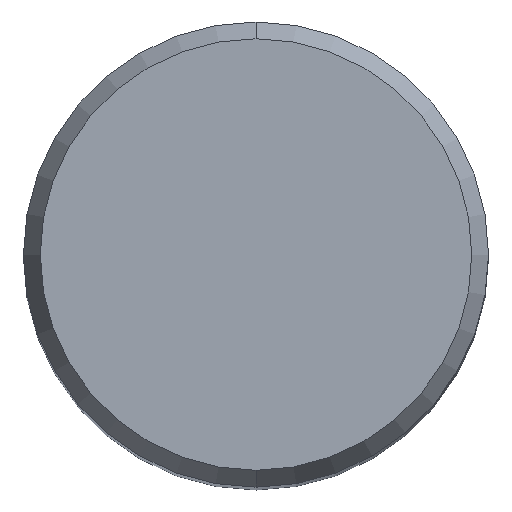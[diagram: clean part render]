
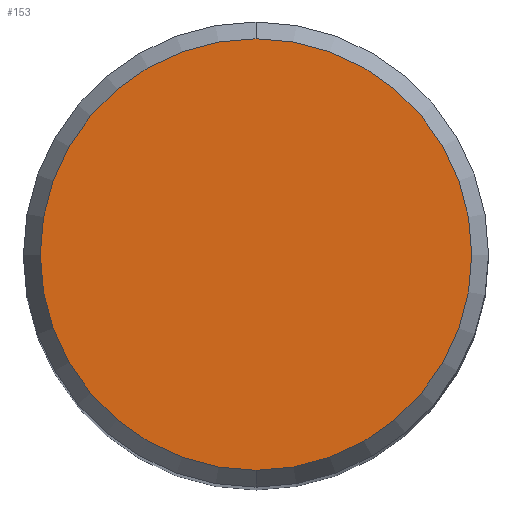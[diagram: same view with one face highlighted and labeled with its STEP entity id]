
A CAD part, top view. The second image highlights one B-rep face of the part: STEP entity #153.
In plain terms, the highlighted planar face has unit normal (0, 0, 1).
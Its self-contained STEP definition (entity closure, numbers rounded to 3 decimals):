
#89=EDGE_CURVE('',#121,#183,#217,.T.);
#117=EDGE_CURVE('',#183,#121,#249,.T.);
#121=VERTEX_POINT('',#253);
#153=ADVANCED_FACE('',(#290),#291,.T.);
#183=VERTEX_POINT('',#324);
#217=CIRCLE('',#351,5.892);
#249=CIRCLE('',#390,5.892);
#253=CARTESIAN_POINT('',(0.0,5.892,0.01));
#290=FACE_OUTER_BOUND('',#442,.T.);
#291=PLANE('',#443);
#324=CARTESIAN_POINT('',(0.,-5.892,0.01));
#351=AXIS2_PLACEMENT_3D('',#507,#508,#509);
#390=AXIS2_PLACEMENT_3D('',#555,#556,#557);
#442=EDGE_LOOP('',(#619,#620));
#443=AXIS2_PLACEMENT_3D('',#621,#622,#623);
#507=CARTESIAN_POINT('',(0.0,0.0,0.01));
#508=DIRECTION('',(0.0,0.0,-1.0));
#509=DIRECTION('',(0.0,1.0,0.0));
#555=CARTESIAN_POINT('',(0.0,0.0,0.01));
#556=DIRECTION('',(0.0,0.0,-1.0));
#557=DIRECTION('',(0.0,1.0,0.0));
#619=ORIENTED_EDGE('',*,*,#89,.F.);
#620=ORIENTED_EDGE('',*,*,#117,.F.);
#621=CARTESIAN_POINT('',(0.0,2.946,0.01));
#622=DIRECTION('',(-0.0,0.0,1.0));
#623=DIRECTION('',(0.0,-1.0,0.0));
